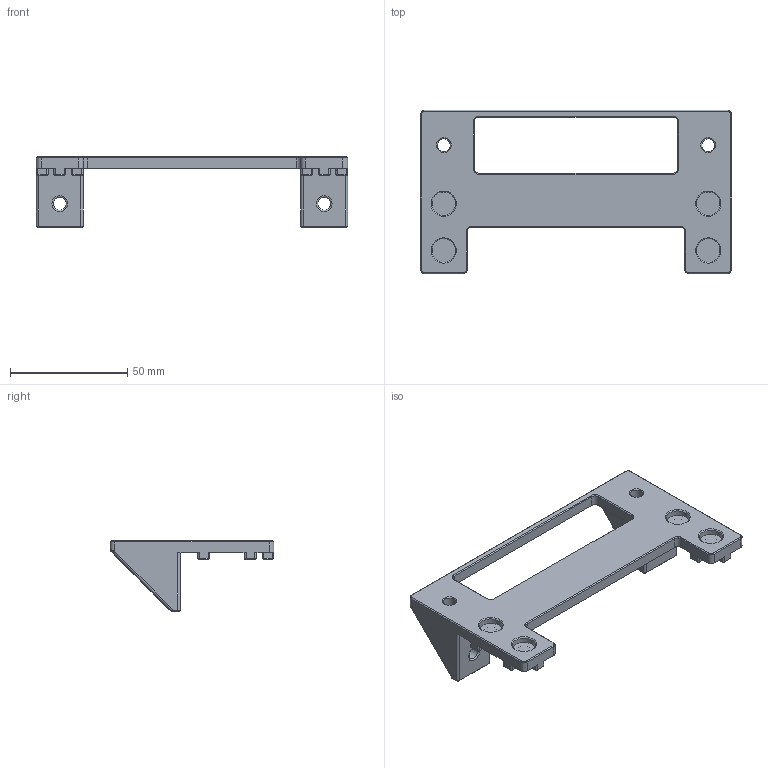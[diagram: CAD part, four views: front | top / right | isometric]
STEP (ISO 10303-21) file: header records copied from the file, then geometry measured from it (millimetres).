
FILE_DESCRIPTION(/* description */ (''),/* implementation_level */ '2;1');
FILE_NAME(/* name */ 'B-Z_Top_Brace-180-T.stp',/* time_stamp */ '2021-01-22T18:53:32-08:00',/* author */ (''),/* organization */ (''),/* preprocessor_version */ 'ST-DEVELOPER v18.1',/* originating_system */ 'Autodesk Translation Framework v9.7.0.1280',/* authorisation */ '');
FILE_SCHEMA (('AUTOMOTIVE_DESIGN { 1 0 10303 214 3 1 1 }'));
Length unit declared in the file: millimetre
Products named in the file (1): Z Top Brace
Bounding box: 133 x 70 x 30 mm (x, y, z)
Volume: 39658.9 mm3; surface area: 18832.7 mm2
Topology: 1 solids, 1 shells, 292 faces, 697 edges, 419 vertices
Faces by surface type: plane 133, cylinder 78, cone 57, bspline 14, torus 5, sphere 5
Full cylindrical faces by diameter (mm): 5.5 x8, 10 x8
Entity records: 8977 total; most frequent: CARTESIAN_POINT 2062, DIRECTION 1490, ORIENTED_EDGE 1394, EDGE_CURVE 697, AXIS2_PLACEMENT_3D 528, LINE 434, VECTOR 434, VERTEX_POINT 419
